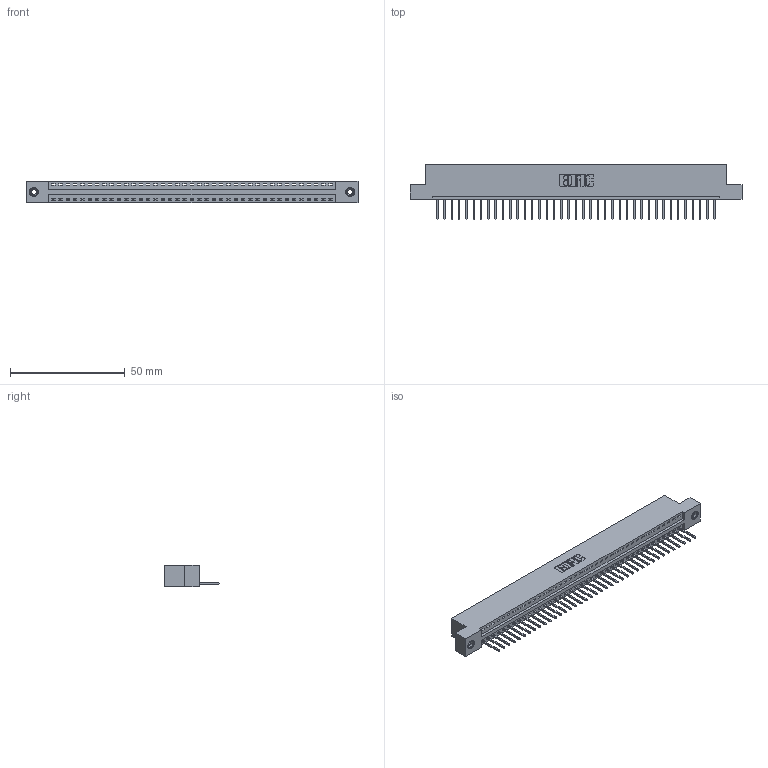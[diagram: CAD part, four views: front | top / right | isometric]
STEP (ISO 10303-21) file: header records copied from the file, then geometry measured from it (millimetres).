
FILE_DESCRIPTION (( 'STEP AP203' ), '1' );
FILE_NAME ('396-039-526-108.STEP', '2019-10-27T19:16:33', ( '' ), ( '' ), 'SwSTEP 2.0', 'SolidWorks 2016', '' );
FILE_SCHEMA (( 'CONFIG_CONTROL_DESIGN' ));
Length unit declared in the file: inch
Products named in the file (4): 345-250-001_345-250-003-102; 346 Part_Flush Mounting Lugs - 0.156 Dia-TI; 345-292-001_345-293-126; 396-039-526-108
Assembly tree (42 placements, depth 2):
  396-039-526-108
    346 Part_Flush Mounting Lugs - 0.156 Dia-TI
    345-292-001_345-293-126  x39
    345-250-001_345-250-003-102  x2
Bounding box: 144.4 x 24.13 x 9.4 mm (x, y, z)
Volume: 13763.9 mm3; surface area: 17154.6 mm2
Topology: 42 solids, 42 shells, 2444 faces, 7329 edges, 4826 vertices
Faces by surface type: plane 1668, cylinder 760, cone 12, torus 4
Entity records: 25812 total; most frequent: CARTESIAN_POINT 4408, ORIENTED_EDGE 4374, DIRECTION 3919, EDGE_CURVE 2187, VECTOR 1879, LINE 1879, VERTEX_POINT 1452, AXIS2_PLACEMENT_3D 1020
